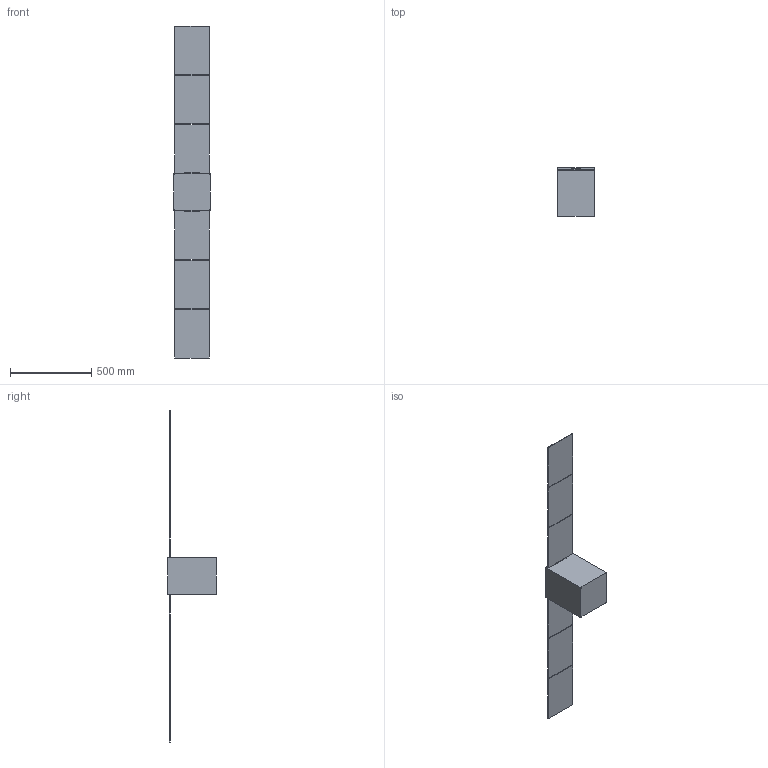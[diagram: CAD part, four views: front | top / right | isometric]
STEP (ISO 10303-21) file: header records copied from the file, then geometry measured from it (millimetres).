
FILE_DESCRIPTION (( 'STEP AP214' ), '1' );
FILE_NAME ('U12cubesat_body.STEP', '2021-11-08T17:02:59', ( '' ), ( '' ), 'SwSTEP 2.0', 'SolidWorks 2021', '' );
FILE_SCHEMA (( 'AUTOMOTIVE_DESIGN' ));
Length unit declared in the file: millimetre
Products named in the file (1): U12cubesat_body
Bounding box: 226.3 x 306.6 x 2047.3 mm (x, y, z)
Volume: 17287722.4 mm3; surface area: 1171681.8 mm2
Topology: 1 solids, 1 shells, 112 faces, 320 edges, 212 vertices
Faces by surface type: plane 112
Entity records: 3622 total; most frequent: CARTESIAN_POINT 645, ORIENTED_EDGE 640, DIRECTION 546, EDGE_CURVE 320, VECTOR 320, LINE 320, VERTEX_POINT 212, EDGE_LOOP 122
